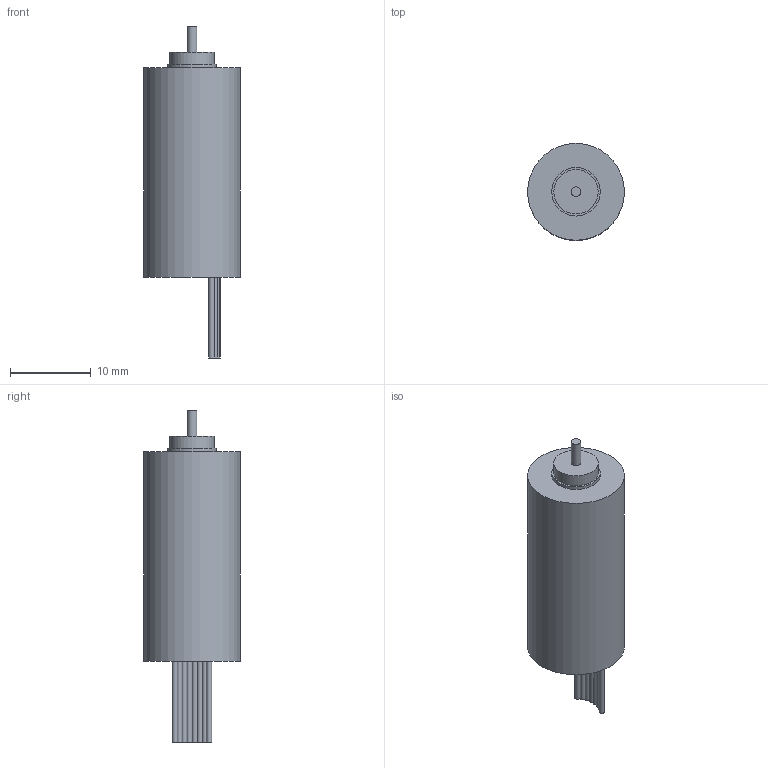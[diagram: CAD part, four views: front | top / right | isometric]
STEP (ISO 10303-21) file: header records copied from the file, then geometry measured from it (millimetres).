
FILE_DESCRIPTION((''),'2;1');
FILE_NAME('1226SxxxB.stp','2013-05-03T12:30:49',('mangiullo'),(''),'Autodesk Inventor 2012','Autodesk Inventor 2012','');
FILE_SCHEMA(('AUTOMOTIVE_DESIGN { 1 0 10303 214 1 1 1 1 }'));
Length unit declared in the file: millimetre
Products named in the file (1): 1226SxxxB
Bounding box: 12 x 12 x 41.15 mm (x, y, z)
Volume: 3018.5 mm3; surface area: 1418 mm2
Topology: 1 solids, 1 shells, 31 faces, 54 edges, 22 vertices
Faces by surface type: cylinder 18, plane 13
Full cylindrical faces by diameter (mm): 0.66 x2, 1.2 x1, 5.5 x1, 6 x1, 12 x1
Entity records: 742 total; most frequent: DIRECTION 150, CARTESIAN_POINT 104, ORIENTED_EDGE 100, AXIS2_PLACEMENT_3D 68, EDGE_CURVE 50, EDGE_LOOP 39, CIRCLE 36, FACE_OUTER_BOUND 31
